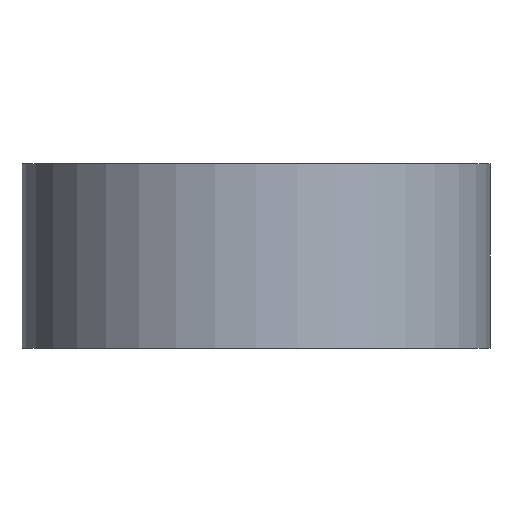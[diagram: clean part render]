
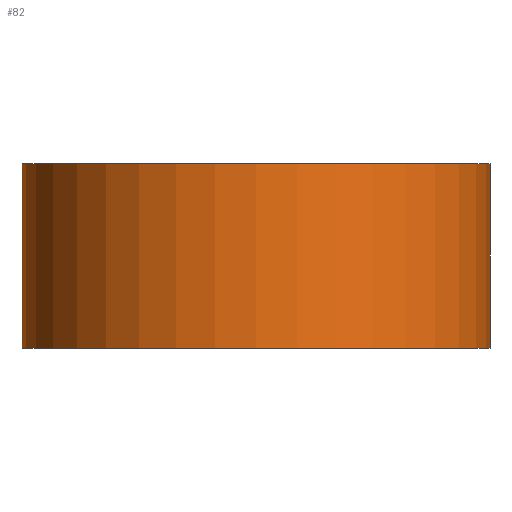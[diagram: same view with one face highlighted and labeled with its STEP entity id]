
A CAD part, front view. The second image highlights one B-rep face of the part: STEP entity #82.
In plain terms, the highlighted cylindrical face has radius 16.5 mm (diameter 33 mm), a full revolution.
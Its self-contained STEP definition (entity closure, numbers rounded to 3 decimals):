
#15=LINE('',#154,#17);
#17=VECTOR('',#129,16.5);
#19=CYLINDRICAL_SURFACE('',#104,16.5);
#24=FACE_OUTER_BOUND('',#29,.T.);
#29=EDGE_LOOP('',(#63,#64,#65,#66,#67,#68));
#33=CIRCLE('',#100,16.5);
#34=CIRCLE('',#101,16.5);
#37=CIRCLE('',#105,16.5);
#38=CIRCLE('',#106,16.5);
#41=VERTEX_POINT('',#141);
#42=VERTEX_POINT('',#142);
#45=VERTEX_POINT('',#150);
#46=VERTEX_POINT('',#151);
#49=EDGE_CURVE('',#41,#42,#33,.T.);
#50=EDGE_CURVE('',#42,#41,#34,.T.);
#53=EDGE_CURVE('',#45,#46,#37,.T.);
#54=EDGE_CURVE('',#46,#45,#38,.T.);
#55=EDGE_CURVE('',#46,#42,#15,.T.);
#63=ORIENTED_EDGE('',*,*,#53,.F.);
#64=ORIENTED_EDGE('',*,*,#54,.F.);
#65=ORIENTED_EDGE('',*,*,#55,.T.);
#66=ORIENTED_EDGE('',*,*,#50,.T.);
#67=ORIENTED_EDGE('',*,*,#49,.T.);
#68=ORIENTED_EDGE('',*,*,#55,.F.);
#82=ADVANCED_FACE('',(#24),#19,.T.);
#100=AXIS2_PLACEMENT_3D('',#143,#115,#116);
#101=AXIS2_PLACEMENT_3D('',#144,#117,#118);
#104=AXIS2_PLACEMENT_3D('',#149,#123,#124);
#105=AXIS2_PLACEMENT_3D('',#152,#125,#126);
#106=AXIS2_PLACEMENT_3D('',#153,#127,#128);
#115=DIRECTION('center_axis',(0.,0.,1.));
#116=DIRECTION('ref_axis',(1.,0.,0.));
#117=DIRECTION('center_axis',(0.,0.,1.));
#118=DIRECTION('ref_axis',(1.,0.,0.));
#123=DIRECTION('center_axis',(0.,0.,1.));
#124=DIRECTION('ref_axis',(1.,0.,0.));
#125=DIRECTION('center_axis',(0.,0.,1.));
#126=DIRECTION('ref_axis',(1.,0.,0.));
#127=DIRECTION('center_axis',(0.,0.,1.));
#128=DIRECTION('ref_axis',(1.,0.,0.));
#129=DIRECTION('',(0.,0.,-1.));
#141=CARTESIAN_POINT('',(16.5,0.,-13.));
#142=CARTESIAN_POINT('',(-16.5,0.,-13.));
#143=CARTESIAN_POINT('Origin',(0.,0.,-13.));
#144=CARTESIAN_POINT('Origin',(0.,0.,-13.));
#149=CARTESIAN_POINT('Origin',(0.,0.,-6.5));
#150=CARTESIAN_POINT('',(16.5,0.,0.));
#151=CARTESIAN_POINT('',(-16.5,0.,0.));
#152=CARTESIAN_POINT('Origin',(0.,0.,0.));
#153=CARTESIAN_POINT('Origin',(0.,0.,0.));
#154=CARTESIAN_POINT('',(-16.5,0.,-6.5));
